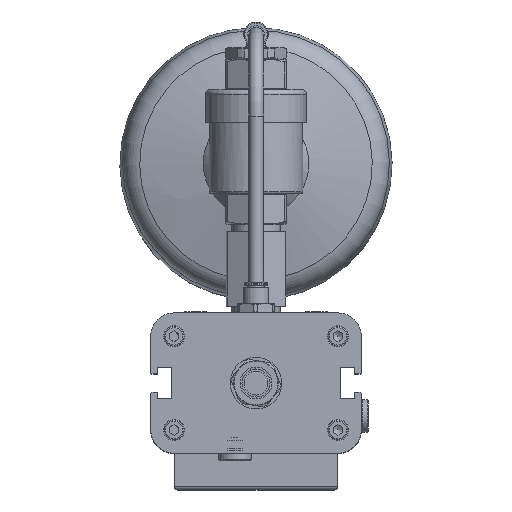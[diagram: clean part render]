
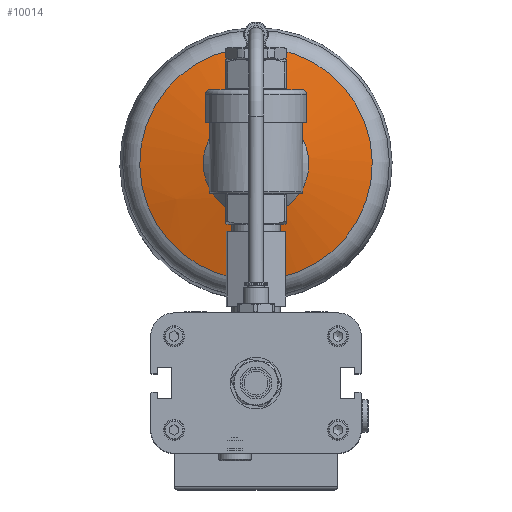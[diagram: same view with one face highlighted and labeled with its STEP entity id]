
A CAD part, top view. The second image highlights one B-rep face of the part: STEP entity #10014.
In plain terms, the highlighted spherical face has radius 173.372 mm.
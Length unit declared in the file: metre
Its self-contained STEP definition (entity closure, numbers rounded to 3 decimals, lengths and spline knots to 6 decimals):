
#43=SPHERICAL_SURFACE('',#10934,0.173372);
#221=FACE_BOUND('',#2847,.T.);
#2234=FACE_OUTER_BOUND('',#2846,.T.);
#2846=EDGE_LOOP('',(#7628,#7629));
#2847=EDGE_LOOP('',(#7630,#7631));
#3521=CIRCLE('',#10931,0.04968);
#3522=CIRCLE('',#10932,0.04968);
#3524=CIRCLE('',#10935,0.022573);
#3525=CIRCLE('',#10936,0.022573);
#4278=VERTEX_POINT('',#17749);
#4279=VERTEX_POINT('',#17750);
#4280=VERTEX_POINT('',#17755);
#4281=VERTEX_POINT('',#17756);
#5525=EDGE_CURVE('',#4278,#4279,#3521,.T.);
#5526=EDGE_CURVE('',#4279,#4278,#3522,.T.);
#5528=EDGE_CURVE('',#4280,#4281,#3524,.T.);
#5529=EDGE_CURVE('',#4281,#4280,#3525,.T.);
#7628=ORIENTED_EDGE('',*,*,#5525,.T.);
#7629=ORIENTED_EDGE('',*,*,#5526,.T.);
#7630=ORIENTED_EDGE('',*,*,#5528,.F.);
#7631=ORIENTED_EDGE('',*,*,#5529,.F.);
#10014=ADVANCED_FACE('',(#2234,#221),#43,.T.);
#10931=AXIS2_PLACEMENT_3D('',#17751,#12840,#12841);
#10932=AXIS2_PLACEMENT_3D('',#17752,#12842,#12843);
#10934=AXIS2_PLACEMENT_3D('',#17754,#12846,#12847);
#10935=AXIS2_PLACEMENT_3D('',#17757,#12848,#12849);
#10936=AXIS2_PLACEMENT_3D('',#17758,#12850,#12851);
#12840=DIRECTION('center_axis',(0.,0.,
1.));
#12841=DIRECTION('ref_axis',(-0.632,-0.775,0.));
#12842=DIRECTION('center_axis',(0.,0.,
1.));
#12843=DIRECTION('ref_axis',(-0.632,-0.775,0.));
#12846=DIRECTION('center_axis',(0.775,-0.632,0.));
#12847=DIRECTION('ref_axis',(0.,0.,
1.));
#12848=DIRECTION('center_axis',(0.,0.,
1.));
#12849=DIRECTION('ref_axis',(-0.632,-0.775,0.));
#12850=DIRECTION('center_axis',(0.,0.,
1.));
#12851=DIRECTION('ref_axis',(-0.632,-0.775,0.));
#17749=CARTESIAN_POINT('',(-0.031383,0.055488,-0.071949));
#17750=CARTESIAN_POINT('',(0.038512,0.062617,-0.071949));
#17751=CARTESIAN_POINT('Origin',(0.,0.094,
-0.071949));
#17752=CARTESIAN_POINT('Origin',(0.,0.094,
-0.071949));
#17754=CARTESIAN_POINT('Origin',(0.,0.094,
-0.238051));
#17755=CARTESIAN_POINT('',(-0.01426,0.076501,-0.066155));
#17756=CARTESIAN_POINT('',(0.01426,0.111499,-0.066155));
#17757=CARTESIAN_POINT('Origin',(0.,0.094,
-0.066155));
#17758=CARTESIAN_POINT('Origin',(0.,0.094,
-0.066155));
